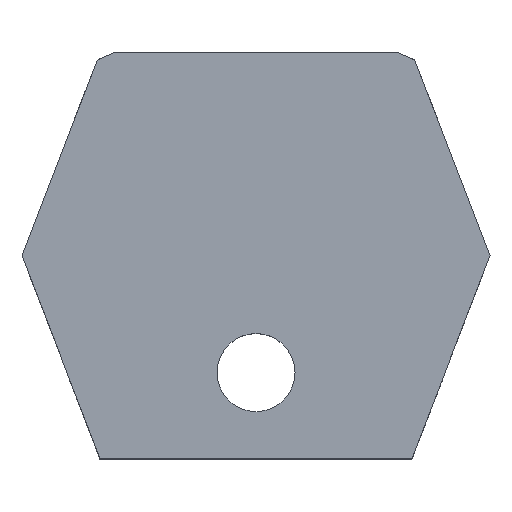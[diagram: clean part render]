
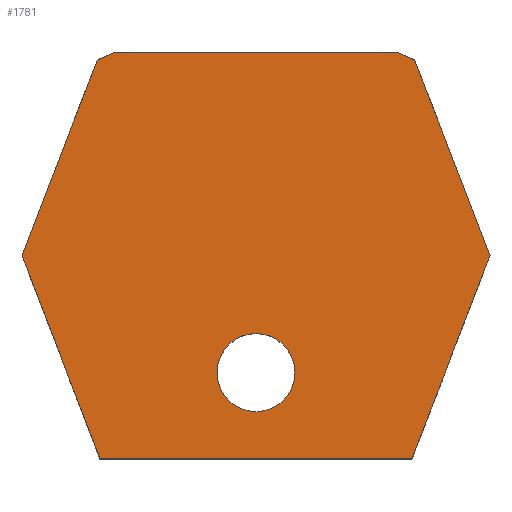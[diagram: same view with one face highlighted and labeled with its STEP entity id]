
A CAD part, top view. The second image highlights one B-rep face of the part: STEP entity #1781.
In plain terms, the highlighted planar face has unit normal (0, 0, 1).
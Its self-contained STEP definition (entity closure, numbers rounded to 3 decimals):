
#7 = CARTESIAN_POINT ( 'NONE',  ( -20., -26., 0. ) ) ;
#18 = FACE_OUTER_BOUND ( 'NONE', #370, .T. ) ;
#33 = FACE_BOUND ( 'NONE', #662, .T. ) ;
#49 = CARTESIAN_POINT ( 'NONE',  ( 18.259, 26., 0. ) ) ;
#50 = PLANE ( 'NONE',  #400 ) ;
#95 = CARTESIAN_POINT ( 'NONE',  ( -20., 26., 0. ) ) ;
#121 = ORIENTED_EDGE ( 'NONE', *, *, #1033, .T. ) ;
#150 = VECTOR ( 'NONE', #1621, 1000. ) ;
#164 = EDGE_CURVE ( 'NONE', #1417, #1168, #1551, .T. ) ;
#172 = LINE ( 'NONE', #839, #1012 ) ;
#174 = EDGE_CURVE ( 'NONE', #2080, #292, #1553, .T. ) ;
#234 = ORIENTED_EDGE ( 'NONE', *, *, #1626, .T. ) ;
#238 = CARTESIAN_POINT ( 'NONE',  ( 12.661, 28.488, 0. ) ) ;
#292 = VERTEX_POINT ( 'NONE', #1464 ) ;
#305 = LINE ( 'NONE', #1897, #1685 ) ;
#307 = DIRECTION ( 'NONE',  ( 0., 0., 1. ) ) ;
#316 = CARTESIAN_POINT ( 'NONE',  ( 20., 26., 0. ) ) ;
#338 = AXIS2_PLACEMENT_3D ( 'NONE', #1410, #1219, #911 ) ;
#359 = ORIENTED_EDGE ( 'NONE', *, *, #1741, .T. ) ;
#365 = DIRECTION ( 'NONE',  ( 1., 0., 0. ) ) ;
#370 = EDGE_LOOP ( 'NONE', ( #121, #2012, #1564, #1004, #769, #359, #1136, #234 ) ) ;
#400 = AXIS2_PLACEMENT_3D ( 'NONE', #1319, #539, #365 ) ;
#463 = VERTEX_POINT ( 'NONE', #49 ) ;
#488 = VERTEX_POINT ( 'NONE', #889 ) ;
#539 = DIRECTION ( 'NONE',  ( 0., 0., 1. ) ) ;
#594 = CARTESIAN_POINT ( 'NONE',  ( -20., -26., 0. ) ) ;
#613 = VECTOR ( 'NONE', #2022, 1000. ) ;
#618 = LINE ( 'NONE', #740, #1750 ) ;
#655 = VERTEX_POINT ( 'NONE', #1111 ) ;
#662 = EDGE_LOOP ( 'NONE', ( #2099, #1747 ) ) ;
#740 = CARTESIAN_POINT ( 'NONE',  ( -20., 26., 0. ) ) ;
#764 = LINE ( 'NONE', #238, #1435 ) ;
#769 = ORIENTED_EDGE ( 'NONE', *, *, #164, .T. ) ;
#771 = LINE ( 'NONE', #316, #1923 ) ;
#797 = CARTESIAN_POINT ( 'NONE',  ( -20.359, 25.067, 0. ) ) ;
#802 = DIRECTION ( 'NONE',  ( 1., 0., 0. ) ) ;
#839 = CARTESIAN_POINT ( 'NONE',  ( -12.661, 28.488, 0. ) ) ;
#855 = VERTEX_POINT ( 'NONE', #594 ) ;
#877 = CARTESIAN_POINT ( 'NONE',  ( 20., -26., 0. ) ) ;
#889 = CARTESIAN_POINT ( 'NONE',  ( 20.359, 25.067, 0. ) ) ;
#911 = DIRECTION ( 'NONE',  ( 1., 0., 0. ) ) ;
#928 = VERTEX_POINT ( 'NONE', #1247 ) ;
#993 = EDGE_CURVE ( 'NONE', #292, #2080, #1855, .T. ) ;
#999 = LINE ( 'NONE', #7, #150 ) ;
#1004 = ORIENTED_EDGE ( 'NONE', *, *, #1780, .T. ) ;
#1012 = VECTOR ( 'NONE', #1474, 1000. ) ;
#1033 = EDGE_CURVE ( 'NONE', #655, #488, #771, .T. ) ;
#1072 = LINE ( 'NONE', #1371, #613 ) ;
#1077 = DIRECTION ( 'NONE',  ( -1., 0., 0. ) ) ;
#1081 = DIRECTION ( 'NONE',  ( 0.359, -0.933, 0. ) ) ;
#1087 = EDGE_CURVE ( 'NONE', #855, #2088, #999, .T. ) ;
#1111 = CARTESIAN_POINT ( 'NONE',  ( 30., 0., 0. ) ) ;
#1136 = ORIENTED_EDGE ( 'NONE', *, *, #1087, .T. ) ;
#1168 = VERTEX_POINT ( 'NONE', #1546 ) ;
#1217 = EDGE_CURVE ( 'NONE', #488, #463, #764, .T. ) ;
#1219 = DIRECTION ( 'NONE',  ( 0., 0., 1. ) ) ;
#1247 = CARTESIAN_POINT ( 'NONE',  ( -18.259, 26., 0. ) ) ;
#1273 = CARTESIAN_POINT ( 'NONE',  ( 0., -15., 0. ) ) ;
#1319 = CARTESIAN_POINT ( 'NONE',  ( 0., 0., 0. ) ) ;
#1371 = CARTESIAN_POINT ( 'NONE',  ( 20., -26., 0. ) ) ;
#1372 = AXIS2_PLACEMENT_3D ( 'NONE', #1273, #307, #802 ) ;
#1410 = CARTESIAN_POINT ( 'NONE',  ( 0., -15., 0. ) ) ;
#1417 = VERTEX_POINT ( 'NONE', #797 ) ;
#1435 = VECTOR ( 'NONE', #2039, 1000. ) ;
#1449 = DIRECTION ( 'NONE',  ( -0.359, 0.933, 0. ) ) ;
#1464 = CARTESIAN_POINT ( 'NONE',  ( 5., -15., 0. ) ) ;
#1474 = DIRECTION ( 'NONE',  ( -0.914, -0.406, 0. ) ) ;
#1546 = CARTESIAN_POINT ( 'NONE',  ( -30., 0., 0. ) ) ;
#1551 = LINE ( 'NONE', #95, #1660 ) ;
#1553 = CIRCLE ( 'NONE', #338, 5. ) ;
#1564 = ORIENTED_EDGE ( 'NONE', *, *, #1884, .T. ) ;
#1621 = DIRECTION ( 'NONE',  ( 1., 0., 0. ) ) ;
#1626 = EDGE_CURVE ( 'NONE', #2088, #655, #1072, .T. ) ;
#1659 = CARTESIAN_POINT ( 'NONE',  ( -5., -15., 0. ) ) ;
#1660 = VECTOR ( 'NONE', #2063, 1000. ) ;
#1685 = VECTOR ( 'NONE', #1081, 1000. ) ;
#1741 = EDGE_CURVE ( 'NONE', #1168, #855, #305, .T. ) ;
#1747 = ORIENTED_EDGE ( 'NONE', *, *, #174, .F. ) ;
#1750 = VECTOR ( 'NONE', #1077, 1000. ) ;
#1780 = EDGE_CURVE ( 'NONE', #928, #1417, #172, .T. ) ;
#1781 = ADVANCED_FACE ( 'NONE', ( #33, #18 ), #50, .T. ) ;
#1855 = CIRCLE ( 'NONE', #1372, 5. ) ;
#1884 = EDGE_CURVE ( 'NONE', #463, #928, #618, .T. ) ;
#1897 = CARTESIAN_POINT ( 'NONE',  ( -20., -26., 0. ) ) ;
#1923 = VECTOR ( 'NONE', #1449, 1000. ) ;
#2012 = ORIENTED_EDGE ( 'NONE', *, *, #1217, .T. ) ;
#2022 = DIRECTION ( 'NONE',  ( 0.359, 0.933, 0. ) ) ;
#2039 = DIRECTION ( 'NONE',  ( -0.914, 0.406, 0. ) ) ;
#2063 = DIRECTION ( 'NONE',  ( -0.359, -0.933, 0. ) ) ;
#2080 = VERTEX_POINT ( 'NONE', #1659 ) ;
#2088 = VERTEX_POINT ( 'NONE', #877 ) ;
#2099 = ORIENTED_EDGE ( 'NONE', *, *, #993, .F. ) ;
